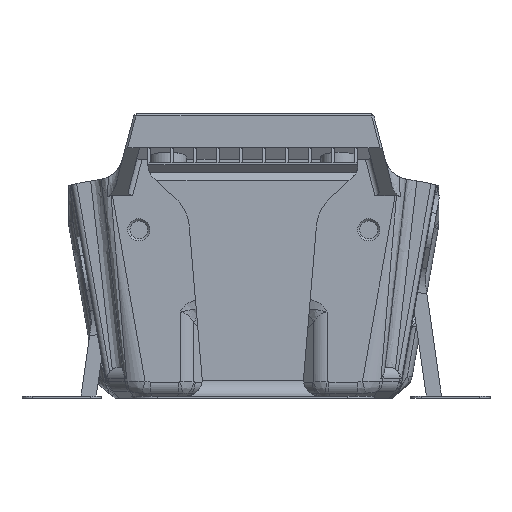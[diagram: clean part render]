
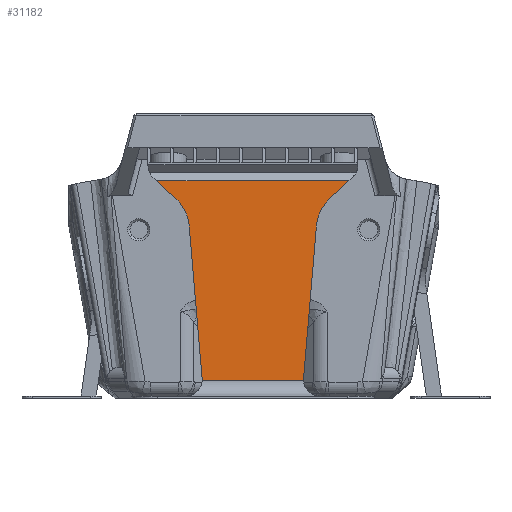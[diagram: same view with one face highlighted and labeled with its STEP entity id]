
A CAD part, front view. The second image highlights one B-rep face of the part: STEP entity #31182.
In plain terms, the highlighted planar face has unit normal (0, -1, 0).
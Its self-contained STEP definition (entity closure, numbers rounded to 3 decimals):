
#1950=CIRCLE('',#33908,3.);
#1951=CIRCLE('',#33909,3.);
#1952=CIRCLE('',#33910,8.);
#1953=CIRCLE('',#33911,8.);
#11319=ORIENTED_EDGE('',*,*,#16335,.T.);
#11320=ORIENTED_EDGE('',*,*,#16336,.T.);
#11321=ORIENTED_EDGE('',*,*,#16337,.T.);
#11322=ORIENTED_EDGE('',*,*,#16333,.F.);
#11323=ORIENTED_EDGE('',*,*,#16338,.T.);
#11324=ORIENTED_EDGE('',*,*,#16339,.T.);
#11325=ORIENTED_EDGE('',*,*,#16340,.F.);
#11326=ORIENTED_EDGE('',*,*,#16341,.F.);
#11327=ORIENTED_EDGE('',*,*,#16342,.T.);
#11328=ORIENTED_EDGE('',*,*,#16343,.T.);
#16333=EDGE_CURVE('',#19449,#19450,#22000,.T.);
#16335=EDGE_CURVE('',#19451,#19452,#1950,.T.);
#16336=EDGE_CURVE('',#19452,#19453,#22002,.F.);
#16337=EDGE_CURVE('',#19453,#19450,#1951,.T.);
#16338=EDGE_CURVE('',#19449,#19454,#1952,.T.);
#16339=EDGE_CURVE('',#19454,#19455,#22003,.T.);
#16340=EDGE_CURVE('',#19456,#19455,#22004,.T.);
#16341=EDGE_CURVE('',#19457,#19456,#22005,.T.);
#16342=EDGE_CURVE('',#19457,#19458,#1953,.T.);
#16343=EDGE_CURVE('',#19458,#19451,#22006,.T.);
#19449=VERTEX_POINT('',#59502);
#19450=VERTEX_POINT('',#59504);
#19451=VERTEX_POINT('',#59508);
#19452=VERTEX_POINT('',#59509);
#19453=VERTEX_POINT('',#59511);
#19454=VERTEX_POINT('',#59514);
#19455=VERTEX_POINT('',#59516);
#19456=VERTEX_POINT('',#59518);
#19457=VERTEX_POINT('',#59520);
#19458=VERTEX_POINT('',#59522);
#22000=LINE('',#59503,#24618);
#22002=LINE('',#59510,#24620);
#22003=LINE('',#59515,#24621);
#22004=LINE('',#59517,#24622);
#22005=LINE('',#59519,#24623);
#22006=LINE('',#59523,#24624);
#24618=VECTOR('',#41420,1000.);
#24620=VECTOR('',#41426,1000.);
#24621=VECTOR('',#41431,1000.);
#24622=VECTOR('',#41432,1000.);
#24623=VECTOR('',#41433,1000.);
#24624=VECTOR('',#41436,1000.);
#26665=EDGE_LOOP('',(#11319,#11320,#11321,#11322,#11323,#11324,#11325,#11326,
#11327,#11328));
#28535=FACE_BOUND('',#26665,.T.);
#29475=PLANE('',#33907);
#31182=ADVANCED_FACE('',(#28535),#29475,.F.);
#33907=AXIS2_PLACEMENT_3D('',#59506,#41422,#41423);
#33908=AXIS2_PLACEMENT_3D('',#59507,#41424,#41425);
#33909=AXIS2_PLACEMENT_3D('',#59512,#41427,#41428);
#33910=AXIS2_PLACEMENT_3D('',#59513,#41429,#41430);
#33911=AXIS2_PLACEMENT_3D('',#59521,#41434,#41435);
#41420=DIRECTION('',(-0.084,0.,-0.996));
#41422=DIRECTION('',(0.,1.,0.));
#41423=DIRECTION('',(0.,0.,1.));
#41424=DIRECTION('',(0.,1.,0.));
#41425=DIRECTION('',(0.,0.,1.));
#41426=DIRECTION('',(-1.,0.,0.));
#41427=DIRECTION('',(0.,1.,0.));
#41428=DIRECTION('',(0.,0.,1.));
#41429=DIRECTION('',(0.,1.,0.));
#41430=DIRECTION('',(0.,0.,1.));
#41431=DIRECTION('',(0.731,0.,0.682));
#41432=DIRECTION('',(1.,0.,0.));
#41433=DIRECTION('',(-0.731,0.,0.682));
#41434=DIRECTION('',(0.,1.,0.));
#41435=DIRECTION('',(0.,0.,1.));
#41436=DIRECTION('',(0.084,0.,-0.996));
#59502=CARTESIAN_POINT('',(11.856,-32.314,32.579));
#59503=CARTESIAN_POINT('',(36.482,-32.314,324.724));
#59504=CARTESIAN_POINT('',(9.418,-32.314,3.652));
#59506=CARTESIAN_POINT('',(0.,-32.314,327.8));
#59507=CARTESIAN_POINT('',(-12.767,-32.314,3.4));
#59508=CARTESIAN_POINT('',(-9.777,-32.314,3.652));
#59509=CARTESIAN_POINT('',(-9.767,-32.314,3.4));
#59510=CARTESIAN_POINT('',(9.143,-32.314,3.4));
#59511=CARTESIAN_POINT('',(9.407,-32.314,3.4));
#59512=CARTESIAN_POINT('',(12.407,-32.314,3.4));
#59513=CARTESIAN_POINT('',(19.828,-32.314,31.907));
#59514=CARTESIAN_POINT('',(14.372,-32.314,37.757));
#59515=CARTESIAN_POINT('',(16.736,-32.314,39.963));
#59516=CARTESIAN_POINT('',(17.982,-32.314,41.124));
#59517=CARTESIAN_POINT('',(-65.369,-32.314,41.124));
#59518=CARTESIAN_POINT('',(-18.341,-32.314,41.124));
#59519=CARTESIAN_POINT('',(-17.096,-32.314,39.963));
#59520=CARTESIAN_POINT('',(-14.731,-32.314,37.757));
#59521=CARTESIAN_POINT('',(-20.187,-32.314,31.907));
#59522=CARTESIAN_POINT('',(-12.216,-32.314,32.579));
#59523=CARTESIAN_POINT('',(-36.839,-32.314,324.694));
